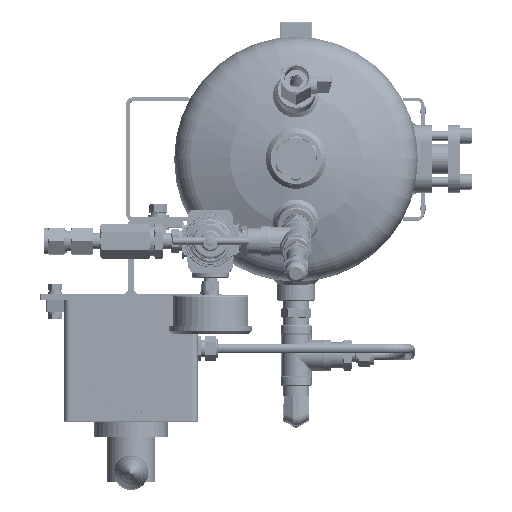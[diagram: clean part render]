
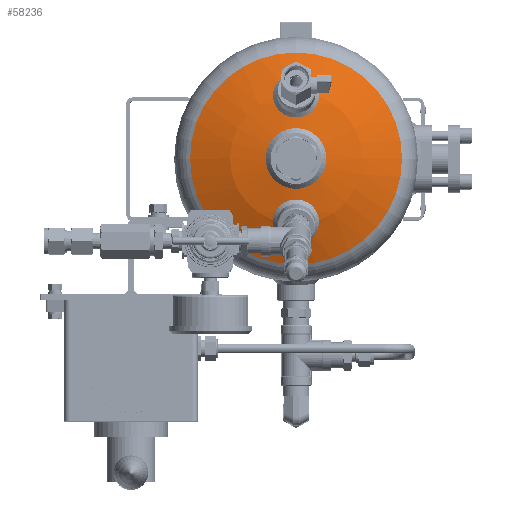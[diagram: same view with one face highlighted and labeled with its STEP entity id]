
A CAD part, top view. The second image highlights one B-rep face of the part: STEP entity #58236.
In plain terms, the highlighted spherical face has radius 202.3 mm.
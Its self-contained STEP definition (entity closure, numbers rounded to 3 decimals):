
#598=SPHERICAL_SURFACE('',#68733,202.3);
#14350=ORIENTED_EDGE('',*,*,#31466,.T.);
#14351=ORIENTED_EDGE('',*,*,#31470,.T.);
#14352=ORIENTED_EDGE('',*,*,#31471,.F.);
#14353=ORIENTED_EDGE('',*,*,#31472,.F.);
#31466=EDGE_CURVE('',#40087,#40087,#46040,.T.);
#31470=EDGE_CURVE('',#40091,#40091,#46044,.T.);
#31471=EDGE_CURVE('',#40092,#40092,#46045,.T.);
#31472=EDGE_CURVE('',#40093,#40093,#46046,.F.);
#40087=VERTEX_POINT('',#90986);
#40091=VERTEX_POINT('',#90996);
#40092=VERTEX_POINT('',#90998);
#40093=VERTEX_POINT('',#91000);
#46040=CIRCLE('',#68728,15.);
#46044=CIRCLE('',#68734,15.);
#46045=CIRCLE('',#68735,87.326);
#46046=CIRCLE('',#68736,20.);
#48204=EDGE_LOOP('',(#14350));
#48205=EDGE_LOOP('',(#14351));
#48206=EDGE_LOOP('',(#14352));
#48207=EDGE_LOOP('',(#14353));
#52817=FACE_BOUND('',#48204,.T.);
#52818=FACE_BOUND('',#48205,.T.);
#52819=FACE_BOUND('',#48206,.T.);
#52820=FACE_BOUND('',#48207,.T.);
#58236=ADVANCED_FACE('',(#52817,#52818,#52819,#52820),#598,.T.);
#68728=AXIS2_PLACEMENT_3D('',#90985,#75032,#75033);
#68733=AXIS2_PLACEMENT_3D('',#90994,#75042,#75043);
#68734=AXIS2_PLACEMENT_3D('',#90995,#75044,#75045);
#68735=AXIS2_PLACEMENT_3D('',#90997,#75046,#75047);
#68736=AXIS2_PLACEMENT_3D('',#90999,#75048,#75049);
#75032=DIRECTION('',(0.259,0.,-0.966));
#75033=DIRECTION('',(0.966,0.,0.259));
#75042=DIRECTION('',(0.,0.,-1.));
#75043=DIRECTION('',(1.,0.,0.));
#75044=DIRECTION('',(-0.259,0.,-0.966));
#75045=DIRECTION('',(-0.966,0.,0.259));
#75046=DIRECTION('',(0.,0.,-1.));
#75047=DIRECTION('',(-1.,0.,0.));
#75048=DIRECTION('',(0.,0.,-1.));
#75049=DIRECTION('',(-1.,0.,0.));
#90985=CARTESIAN_POINT('',(-52.215,0.,46.028));
#90986=CARTESIAN_POINT('',(-37.726,0.,49.911));
#90994=CARTESIAN_POINT('',(0.,0.,-148.841));
#90995=CARTESIAN_POINT('',(52.215,0.,46.028));
#90996=CARTESIAN_POINT('',(37.726,0.,49.911));
#90997=CARTESIAN_POINT('',(0.,0.,33.641));
#90998=CARTESIAN_POINT('',(-87.326,0.,33.641));
#90999=CARTESIAN_POINT('',(0.,0.,52.468));
#91000=CARTESIAN_POINT('',(-20.,0.,52.468));
